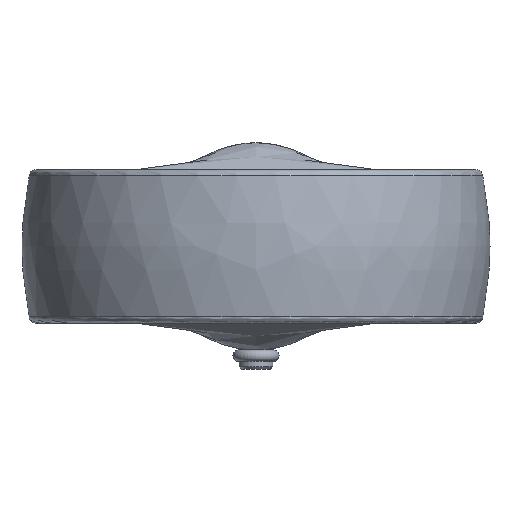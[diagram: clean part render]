
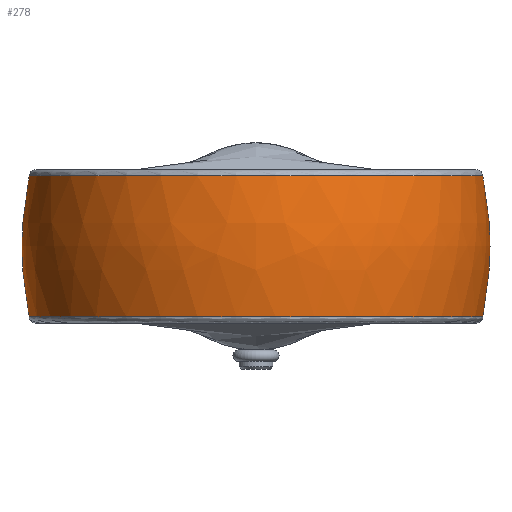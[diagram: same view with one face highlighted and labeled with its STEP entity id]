
A CAD part, left-side view. The second image highlights one B-rep face of the part: STEP entity #278.
In plain terms, the highlighted free-form (B-spline) face has degree [3, 3] with [4, 7] control points.
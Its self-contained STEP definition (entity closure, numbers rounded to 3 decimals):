
#278 = ADVANCED_FACE( '', ( #626 ), #627, .T. );
#626 = FACE_OUTER_BOUND( '', #1116, .T. );
#627 = ( BOUNDED_SURFACE(  )B_SPLINE_SURFACE( 3, 3, ( ( #1119, #1120, #1121, #1122, #1123, #1124, #1125 ), ( #1126, #1127, #1128, #1129, #1130, #1131, #1132 ), ( #1133, #1134, #1135, #1136, #1137, #1138, #1139 ), ( #1140, #1141, #1142, #1143, #1144, #1145, #1146 ) ), .UNSPECIFIED., .F., .F., .F. )B_SPLINE_SURFACE_WITH_KNOTS( ( 4, 4 ), ( 4, 3, 4 ), ( 0.597, 5.686 ), ( -0.185, 0., 0.185 ), .UNSPECIFIED. )GEOMETRIC_REPRESENTATION_ITEM(  )RATIONAL_B_SPLINE_SURFACE( ( ( 1., 0.53, 0.53, 1., 0.53, 0.53, 1. ), ( 0.989, 0.524, 0.524, 0.989, 0.524, 0.524, 0.989 ), ( 0.989, 0.524, 0.524, 0.989, 0.524, 0.524, 0.989 ), ( 1., 0.53, 0.53, 1., 0.53, 0.53, 1. ) ) )REPRESENTATION_ITEM( '' )SURFACE(  ) );
#1116 = EDGE_LOOP( '', ( #2100, #2101, #2102, #2103 ) );
#1119 = CARTESIAN_POINT( '', ( 24.514, 16.677, 9.184 ) );
#1120 = CARTESIAN_POINT( '', ( 4.447, 46.174, 9.184 ) );
#1121 = CARTESIAN_POINT( '', ( -29.649, 35.676, 9.184 ) );
#1122 = CARTESIAN_POINT( '', ( -29.649, 0., 9.184 ) );
#1123 = CARTESIAN_POINT( '', ( -29.649, -35.676, 9.184 ) );
#1124 = CARTESIAN_POINT( '', ( 4.447, -46.174, 9.184 ) );
#1125 = CARTESIAN_POINT( '', ( 24.514, -16.677, 9.184 ) );
#1126 = CARTESIAN_POINT( '', ( 25.455, 17.317, 3.096 ) );
#1127 = CARTESIAN_POINT( '', ( 4.617, 47.946, 3.096 ) );
#1128 = CARTESIAN_POINT( '', ( -30.787, 37.045, 3.096 ) );
#1129 = CARTESIAN_POINT( '', ( -30.787, 0., 3.096 ) );
#1130 = CARTESIAN_POINT( '', ( -30.787, -37.045, 3.096 ) );
#1131 = CARTESIAN_POINT( '', ( 4.617, -47.946, 3.096 ) );
#1132 = CARTESIAN_POINT( '', ( 25.455, -17.317, 3.096 ) );
#1133 = CARTESIAN_POINT( '', ( 25.455, 17.317, -3.096 ) );
#1134 = CARTESIAN_POINT( '', ( 4.617, 47.946, -3.096 ) );
#1135 = CARTESIAN_POINT( '', ( -30.787, 37.045, -3.096 ) );
#1136 = CARTESIAN_POINT( '', ( -30.787, 0., -3.096 ) );
#1137 = CARTESIAN_POINT( '', ( -30.787, -37.045, -3.096 ) );
#1138 = CARTESIAN_POINT( '', ( 4.617, -47.946, -3.096 ) );
#1139 = CARTESIAN_POINT( '', ( 25.455, -17.317, -3.096 ) );
#1140 = CARTESIAN_POINT( '', ( 24.514, 16.677, -9.184 ) );
#1141 = CARTESIAN_POINT( '', ( 4.447, 46.174, -9.184 ) );
#1142 = CARTESIAN_POINT( '', ( -29.649, 35.676, -9.184 ) );
#1143 = CARTESIAN_POINT( '', ( -29.649, 0., -9.184 ) );
#1144 = CARTESIAN_POINT( '', ( -29.649, -35.676, -9.184 ) );
#1145 = CARTESIAN_POINT( '', ( 4.447, -46.174, -9.184 ) );
#1146 = CARTESIAN_POINT( '', ( 24.514, -16.677, -9.184 ) );
#2100 = ORIENTED_EDGE( '', *, *, #3298, .T. );
#2101 = ORIENTED_EDGE( '', *, *, #3294, .T. );
#2102 = ORIENTED_EDGE( '', *, *, #3299, .T. );
#2103 = ORIENTED_EDGE( '', *, *, #3300, .F. );
#3294 = EDGE_CURVE( '', #3783, #3780, #3784, .T. );
#3298 = EDGE_CURVE( '', #3789, #3783, #3790, .T. );
#3299 = EDGE_CURVE( '', #3780, #3791, #3792, .T. );
#3300 = EDGE_CURVE( '', #3789, #3791, #3793, .T. );
#3780 = VERTEX_POINT( '', #4584 );
#3783 = VERTEX_POINT( '', #4598 );
#3784 = CIRCLE( '', #4599, 29.649 );
#3789 = VERTEX_POINT( '', #4615 );
#3790 = B_SPLINE_CURVE_WITH_KNOTS( '', 3, ( #4616, #4617, #4618, #4619, #4620, #4621, #4622, #4623, #4624, #4625, #4626, #4627, #4628, #4629, #4630, #4631, #4632, #4633, #4634, #4635, #4636 ), .UNSPECIFIED., .F., .F., ( 4, 1, 1, 1, 1, 1, 1, 1, 1, 1, 1, 1, 1, 1, 1, 1, 1, 1, 4 ), ( 0., 0.027, 0.055, 0.082, 0.11, 0.138, 0.166, 0.194, 0.222, 0.251, 0.375, 0.501, 0.626, 0.751, 0.802, 0.852, 0.902, 0.951, 1. ), .UNSPECIFIED. );
#3791 = VERTEX_POINT( '', #4637 );
#3792 = B_SPLINE_CURVE_WITH_KNOTS( '', 3, ( #4638, #4639, #4640, #4641, #4642, #4643, #4644, #4645, #4646, #4647, #4648, #4649, #4650, #4651, #4652, #4653, #4654, #4655, #4656, #4657, #4658 ), .UNSPECIFIED., .F., .F., ( 4, 1, 1, 1, 1, 1, 1, 1, 1, 1, 1, 1, 1, 1, 1, 1, 1, 1, 4 ), ( 0., 0.027, 0.055, 0.082, 0.11, 0.138, 0.166, 0.194, 0.222, 0.25, 0.375, 0.5, 0.626, 0.75, 0.801, 0.851, 0.901, 0.951, 1. ), .UNSPECIFIED. );
#3793 = CIRCLE( '', #4659, 29.649 );
#4584 = CARTESIAN_POINT( '', ( 24., -17.409, -9.184 ) );
#4598 = CARTESIAN_POINT( '', ( 24., 17.409, -9.184 ) );
#4599 = AXIS2_PLACEMENT_3D( '', #6185, #6186, #6187 );
#4615 = CARTESIAN_POINT( '', ( 24., 17.409, 9.184 ) );
#4616 = CARTESIAN_POINT( '', ( 24., 17.409, 9.184 ) );
#4617 = CARTESIAN_POINT( '', ( 24., 17.46, 9.022 ) );
#4618 = CARTESIAN_POINT( '', ( 24., 17.562, 8.697 ) );
#4619 = CARTESIAN_POINT( '', ( 24., 17.703, 8.206 ) );
#4620 = CARTESIAN_POINT( '', ( 24., 17.838, 7.709 ) );
#4621 = CARTESIAN_POINT( '', ( 24., 17.965, 7.208 ) );
#4622 = CARTESIAN_POINT( '', ( 24., 18.083, 6.702 ) );
#4623 = CARTESIAN_POINT( '', ( 24., 18.193, 6.191 ) );
#4624 = CARTESIAN_POINT( '', ( 24., 18.295, 5.675 ) );
#4625 = CARTESIAN_POINT( '', ( 24., 18.388, 5.155 ) );
#4626 = CARTESIAN_POINT( '', ( 24., 18.568, 4.043 ) );
#4627 = CARTESIAN_POINT( '', ( 24., 18.764, 2.322 ) );
#4628 = CARTESIAN_POINT( '', ( 24., 18.851, -0.013 ) );
#4629 = CARTESIAN_POINT( '', ( 24., 18.762, -2.352 ) );
#4630 = CARTESIAN_POINT( '', ( 24., 18.547, -4.216 ) );
#4631 = CARTESIAN_POINT( '', ( 24., 18.312, -5.6 ) );
#4632 = CARTESIAN_POINT( '', ( 24., 18.127, -6.519 ) );
#4633 = CARTESIAN_POINT( '', ( 24., 17.915, -7.422 ) );
#4634 = CARTESIAN_POINT( '', ( 24., 17.678, -8.311 ) );
#4635 = CARTESIAN_POINT( '', ( 24., 17.499, -8.894 ) );
#4636 = CARTESIAN_POINT( '', ( 24., 17.409, -9.184 ) );
#4637 = CARTESIAN_POINT( '', ( 24., -17.409, 9.184 ) );
#4638 = CARTESIAN_POINT( '', ( 24., -17.409, -9.184 ) );
#4639 = CARTESIAN_POINT( '', ( 24., -17.46, -9.022 ) );
#4640 = CARTESIAN_POINT( '', ( 24., -17.561, -8.698 ) );
#4641 = CARTESIAN_POINT( '', ( 24., -17.703, -8.208 ) );
#4642 = CARTESIAN_POINT( '', ( 24., -17.837, -7.712 ) );
#4643 = CARTESIAN_POINT( '', ( 24., -17.964, -7.212 ) );
#4644 = CARTESIAN_POINT( '', ( 24., -18.082, -6.707 ) );
#4645 = CARTESIAN_POINT( '', ( 24., -18.192, -6.197 ) );
#4646 = CARTESIAN_POINT( '', ( 24., -18.294, -5.683 ) );
#4647 = CARTESIAN_POINT( '', ( 24., -18.387, -5.163 ) );
#4648 = CARTESIAN_POINT( '', ( 24., -18.567, -4.051 ) );
#4649 = CARTESIAN_POINT( '', ( 24., -18.763, -2.329 ) );
#4650 = CARTESIAN_POINT( '', ( 24., -18.851, 0.005 ) );
#4651 = CARTESIAN_POINT( '', ( 24., -18.763, 2.338 ) );
#4652 = CARTESIAN_POINT( '', ( 24., -18.55, 4.198 ) );
#4653 = CARTESIAN_POINT( '', ( 24., -18.316, 5.582 ) );
#4654 = CARTESIAN_POINT( '', ( 24., -18.13, 6.506 ) );
#4655 = CARTESIAN_POINT( '', ( 24., -17.917, 7.414 ) );
#4656 = CARTESIAN_POINT( '', ( 24., -17.68, 8.307 ) );
#4657 = CARTESIAN_POINT( '', ( 24., -17.499, 8.892 ) );
#4658 = CARTESIAN_POINT( '', ( 24., -17.409, 9.184 ) );
#4659 = AXIS2_PLACEMENT_3D( '', #6191, #6192, #6193 );
#6185 = CARTESIAN_POINT( '', ( 0., 0., -9.184 ) );
#6186 = DIRECTION( '', ( 0., 0., 1. ) );
#6187 = DIRECTION( '', ( 1., 0., 0. ) );
#6191 = CARTESIAN_POINT( '', ( 0., 0., 9.184 ) );
#6192 = DIRECTION( '', ( 0., 0., 1. ) );
#6193 = DIRECTION( '', ( 1., 0., 0. ) );
